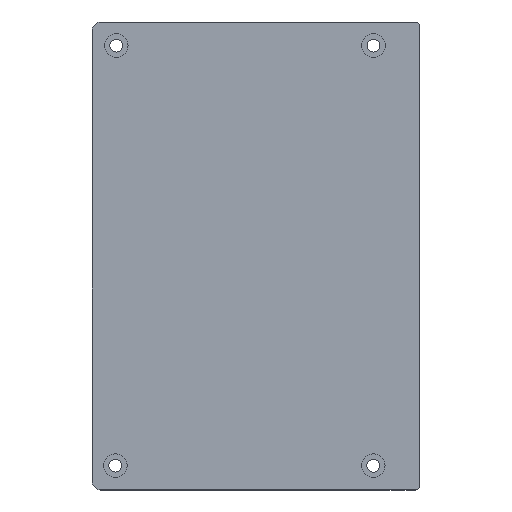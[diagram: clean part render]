
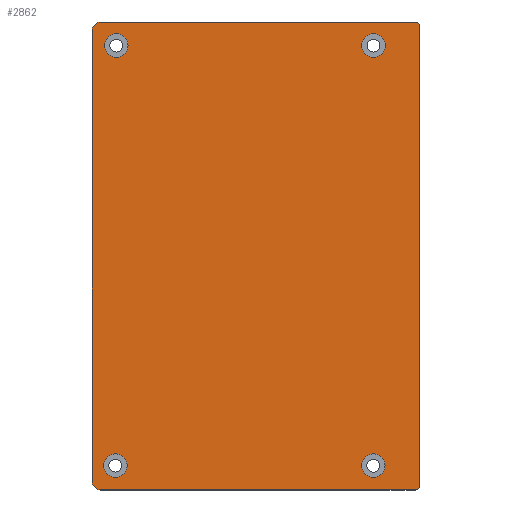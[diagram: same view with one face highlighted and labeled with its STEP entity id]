
A CAD part, top view. The second image highlights one B-rep face of the part: STEP entity #2862.
In plain terms, the highlighted planar face has unit normal (0, 0, 1).
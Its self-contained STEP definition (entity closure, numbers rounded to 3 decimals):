
#20 = EDGE_CURVE ( 'NONE', #2400, #3172, #2321, .T. ) ;
#31 = CARTESIAN_POINT ( 'NONE',  ( -34.05, -47.045, 14. ) ) ;
#50 = FACE_BOUND ( 'NONE', #3386, .T. ) ;
#58 = VERTEX_POINT ( 'NONE', #2119 ) ;
#62 = VERTEX_POINT ( 'NONE', #248 ) ;
#86 = VERTEX_POINT ( 'NONE', #2681 ) ;
#108 = CARTESIAN_POINT ( 'NONE',  ( 29.545, -41.396, 14. ) ) ;
#182 = AXIS2_PLACEMENT_3D ( 'NONE', #108, #876, #2991 ) ;
#236 = DIRECTION ( 'NONE',  ( 1., 0., 0. ) ) ;
#241 = DIRECTION ( 'NONE',  ( 0., 0., 1. ) ) ;
#248 = CARTESIAN_POINT ( 'NONE',  ( -34.05, -47.045, 14. ) ) ;
#323 = DIRECTION ( 'NONE',  ( 1., 0., 0. ) ) ;
#344 = DIRECTION ( 'NONE',  ( 0., 0., 1. ) ) ;
#360 = DIRECTION ( 'NONE',  ( 0., 0., 1. ) ) ;
#393 = CIRCLE ( 'NONE', #3110, 2.75 ) ;
#401 = AXIS2_PLACEMENT_3D ( 'NONE', #651, #344, #1168 ) ;
#414 = CARTESIAN_POINT ( 'NONE',  ( 29.6, 56.604, 14. ) ) ;
#534 = ORIENTED_EDGE ( 'NONE', *, *, #2621, .F. ) ;
#651 = CARTESIAN_POINT ( 'NONE',  ( 29.6, 56.604, 14. ) ) ;
#662 = CIRCLE ( 'NONE', #2555, 2.75 ) ;
#672 = AXIS2_PLACEMENT_3D ( 'NONE', #2132, #2430, #236 ) ;
#692 = CARTESIAN_POINT ( 'NONE',  ( 39.45, 61.105, 14. ) ) ;
#731 = FACE_OUTER_BOUND ( 'NONE', #1544, .T. ) ;
#734 = VERTEX_POINT ( 'NONE', #2221 ) ;
#748 = CARTESIAN_POINT ( 'NONE',  ( 39.45, 62.105, 14. ) ) ;
#792 = LINE ( 'NONE', #2969, #948 ) ;
#876 = DIRECTION ( 'NONE',  ( 0., 0., 1. ) ) ;
#895 = CIRCLE ( 'NONE', #2156, 2.75 ) ;
#913 = ORIENTED_EDGE ( 'NONE', *, *, #2867, .T. ) ;
#948 = VECTOR ( 'NONE', #2131, 1000. ) ;
#961 = VERTEX_POINT ( 'NONE', #1321 ) ;
#967 = EDGE_CURVE ( 'NONE', #3172, #2400, #895, .T. ) ;
#986 = EDGE_CURVE ( 'NONE', #2434, #2310, #2607, .T. ) ;
#988 = VERTEX_POINT ( 'NONE', #748 ) ;
#1022 = DIRECTION ( 'NONE',  ( 0., 0., 1. ) ) ;
#1050 = VERTEX_POINT ( 'NONE', #2182 ) ;
#1053 = ORIENTED_EDGE ( 'NONE', *, *, #1864, .T. ) ;
#1071 = ORIENTED_EDGE ( 'NONE', *, *, #986, .F. ) ;
#1088 = DIRECTION ( 'NONE',  ( -1., 0., 0. ) ) ;
#1089 = ORIENTED_EDGE ( 'NONE', *, *, #1495, .F. ) ;
#1107 = DIRECTION ( 'NONE',  ( 1., 0., 0. ) ) ;
#1112 = EDGE_CURVE ( 'NONE', #86, #58, #3312, .T. ) ;
#1114 = VECTOR ( 'NONE', #2455, 1000. ) ;
#1119 = ORIENTED_EDGE ( 'NONE', *, *, #3022, .F. ) ;
#1125 = VERTEX_POINT ( 'NONE', #1743 ) ;
#1136 = DIRECTION ( 'NONE',  ( 0., 0., 1. ) ) ;
#1137 = FACE_BOUND ( 'NONE', #2830, .T. ) ;
#1168 = DIRECTION ( 'NONE',  ( 1., 0., 0. ) ) ;
#1173 = AXIS2_PLACEMENT_3D ( 'NONE', #1682, #1136, #1936 ) ;
#1192 = DIRECTION ( 'NONE',  ( 1., 0., 0. ) ) ;
#1193 = ORIENTED_EDGE ( 'NONE', *, *, #1643, .T. ) ;
#1200 = CARTESIAN_POINT ( 'NONE',  ( 40.45, -46.045, 14. ) ) ;
#1321 = CARTESIAN_POINT ( 'NONE',  ( 32.295, -41.396, 14. ) ) ;
#1356 = EDGE_CURVE ( 'NONE', #2577, #988, #1849, .T. ) ;
#1361 = PLANE ( 'NONE',  #1731 ) ;
#1372 = DIRECTION ( 'NONE',  ( 0., 1., 0. ) ) ;
#1383 = ORIENTED_EDGE ( 'NONE', *, *, #1891, .T. ) ;
#1443 = VERTEX_POINT ( 'NONE', #1581 ) ;
#1495 = EDGE_CURVE ( 'NONE', #1125, #1922, #662, .T. ) ;
#1502 = ORIENTED_EDGE ( 'NONE', *, *, #3347, .F. ) ;
#1533 = FACE_BOUND ( 'NONE', #3310, .T. ) ;
#1535 = CARTESIAN_POINT ( 'NONE',  ( -33.15, 56.604, 14. ) ) ;
#1541 = CARTESIAN_POINT ( 'NONE',  ( -27.65, 56.604, 14. ) ) ;
#1544 = EDGE_LOOP ( 'NONE', ( #3010, #1193, #2530, #1383, #1925, #913, #1502, #1053 ) ) ;
#1581 = CARTESIAN_POINT ( 'NONE',  ( 39.45, -47.045, 14. ) ) ;
#1606 = AXIS2_PLACEMENT_3D ( 'NONE', #692, #3105, #1754 ) ;
#1615 = CIRCLE ( 'NONE', #672, 2. ) ;
#1643 = EDGE_CURVE ( 'NONE', #1050, #988, #3048, .T. ) ;
#1658 = DIRECTION ( 'NONE',  ( 0., 0., 1. ) ) ;
#1682 = CARTESIAN_POINT ( 'NONE',  ( 39.45, -46.045, 14. ) ) ;
#1731 = AXIS2_PLACEMENT_3D ( 'NONE', #3182, #1022, #2147 ) ;
#1743 = CARTESIAN_POINT ( 'NONE',  ( 32.35, 56.604, 14. ) ) ;
#1754 = DIRECTION ( 'NONE',  ( 1., 0., 0. ) ) ;
#1783 = EDGE_CURVE ( 'NONE', #1050, #2404, #792, .T. ) ;
#1808 = DIRECTION ( 'NONE',  ( 1., 0., 0. ) ) ;
#1842 = LINE ( 'NONE', #31, #2957 ) ;
#1849 = LINE ( 'NONE', #2715, #1114 ) ;
#1864 = EDGE_CURVE ( 'NONE', #1443, #2404, #2616, .T. ) ;
#1885 = CIRCLE ( 'NONE', #401, 2.75 ) ;
#1891 = EDGE_CURVE ( 'NONE', #2577, #58, #2166, .T. ) ;
#1922 = VERTEX_POINT ( 'NONE', #2764 ) ;
#1925 = ORIENTED_EDGE ( 'NONE', *, *, #1112, .F. ) ;
#1936 = DIRECTION ( 'NONE',  ( 1., 0., 0. ) ) ;
#2040 = ORIENTED_EDGE ( 'NONE', *, *, #2268, .F. ) ;
#2080 = EDGE_LOOP ( 'NONE', ( #1071, #2040 ) ) ;
#2081 = DIRECTION ( 'NONE',  ( 0., 0., 1. ) ) ;
#2119 = CARTESIAN_POINT ( 'NONE',  ( -36.05, 60.105, 14. ) ) ;
#2131 = DIRECTION ( 'NONE',  ( 0., -1., 0. ) ) ;
#2132 = CARTESIAN_POINT ( 'NONE',  ( -34.05, -45.045, 14. ) ) ;
#2147 = DIRECTION ( 'NONE',  ( 1., 0., 0. ) ) ;
#2156 = AXIS2_PLACEMENT_3D ( 'NONE', #2374, #241, #1808 ) ;
#2166 = CIRCLE ( 'NONE', #2338, 2. ) ;
#2182 = CARTESIAN_POINT ( 'NONE',  ( 40.45, 61.105, 14. ) ) ;
#2183 = CARTESIAN_POINT ( 'NONE',  ( -33.369, -41.385, 14. ) ) ;
#2215 = CARTESIAN_POINT ( 'NONE',  ( -30.619, -41.385, 14. ) ) ;
#2219 = VECTOR ( 'NONE', #1372, 1000. ) ;
#2221 = CARTESIAN_POINT ( 'NONE',  ( 26.795, -41.396, 14. ) ) ;
#2234 = CIRCLE ( 'NONE', #3338, 2.75 ) ;
#2268 = EDGE_CURVE ( 'NONE', #2310, #2434, #393, .T. ) ;
#2310 = VERTEX_POINT ( 'NONE', #2183 ) ;
#2321 = CIRCLE ( 'NONE', #3421, 2.75 ) ;
#2338 = AXIS2_PLACEMENT_3D ( 'NONE', #2712, #2733, #323 ) ;
#2374 = CARTESIAN_POINT ( 'NONE',  ( -30.4, 56.604, 14. ) ) ;
#2400 = VERTEX_POINT ( 'NONE', #1535 ) ;
#2404 = VERTEX_POINT ( 'NONE', #1200 ) ;
#2410 = CARTESIAN_POINT ( 'NONE',  ( -30.619, -41.385, 14. ) ) ;
#2430 = DIRECTION ( 'NONE',  ( 0., 0., 1. ) ) ;
#2434 = VERTEX_POINT ( 'NONE', #3173 ) ;
#2455 = DIRECTION ( 'NONE',  ( 1., 0., 0. ) ) ;
#2491 = CARTESIAN_POINT ( 'NONE',  ( -34.05, 62.105, 14. ) ) ;
#2509 = ORIENTED_EDGE ( 'NONE', *, *, #3230, .F. ) ;
#2530 = ORIENTED_EDGE ( 'NONE', *, *, #1356, .F. ) ;
#2555 = AXIS2_PLACEMENT_3D ( 'NONE', #414, #360, #1192 ) ;
#2577 = VERTEX_POINT ( 'NONE', #2491 ) ;
#2603 = DIRECTION ( 'NONE',  ( 0., 0., 1. ) ) ;
#2607 = CIRCLE ( 'NONE', #3269, 2.75 ) ;
#2612 = FACE_BOUND ( 'NONE', #2080, .T. ) ;
#2616 = CIRCLE ( 'NONE', #1173, 1. ) ;
#2621 = EDGE_CURVE ( 'NONE', #961, #734, #2676, .T. ) ;
#2676 = CIRCLE ( 'NONE', #182, 2.75 ) ;
#2681 = CARTESIAN_POINT ( 'NONE',  ( -36.05, -45.045, 14. ) ) ;
#2712 = CARTESIAN_POINT ( 'NONE',  ( -34.05, 60.105, 14. ) ) ;
#2715 = CARTESIAN_POINT ( 'NONE',  ( -34.05, 62.105, 14. ) ) ;
#2727 = ORIENTED_EDGE ( 'NONE', *, *, #20, .F. ) ;
#2733 = DIRECTION ( 'NONE',  ( 0., 0., 1. ) ) ;
#2764 = CARTESIAN_POINT ( 'NONE',  ( 26.85, 56.604, 14. ) ) ;
#2830 = EDGE_LOOP ( 'NONE', ( #534, #2509 ) ) ;
#2836 = DIRECTION ( 'NONE',  ( 1., 0., 0. ) ) ;
#2862 = ADVANCED_FACE ( 'NONE', ( #731, #2612, #1137, #50, #1533 ), #1361, .T. ) ;
#2867 = EDGE_CURVE ( 'NONE', #86, #62, #1615, .T. ) ;
#2896 = DIRECTION ( 'NONE',  ( 0., 0., 1. ) ) ;
#2957 = VECTOR ( 'NONE', #1088, 1000. ) ;
#2969 = CARTESIAN_POINT ( 'NONE',  ( 40.45, 62.105, 14. ) ) ;
#2991 = DIRECTION ( 'NONE',  ( 1., 0., 0. ) ) ;
#3010 = ORIENTED_EDGE ( 'NONE', *, *, #1783, .F. ) ;
#3022 = EDGE_CURVE ( 'NONE', #1922, #1125, #1885, .T. ) ;
#3048 = CIRCLE ( 'NONE', #1606, 1. ) ;
#3060 = CARTESIAN_POINT ( 'NONE',  ( -36.05, 60.105, 14. ) ) ;
#3105 = DIRECTION ( 'NONE',  ( 0., 0., 1. ) ) ;
#3110 = AXIS2_PLACEMENT_3D ( 'NONE', #2215, #1658, #1107 ) ;
#3120 = CARTESIAN_POINT ( 'NONE',  ( 29.545, -41.396, 14. ) ) ;
#3161 = DIRECTION ( 'NONE',  ( 1., 0., 0. ) ) ;
#3168 = DIRECTION ( 'NONE',  ( 1., 0., 0. ) ) ;
#3172 = VERTEX_POINT ( 'NONE', #1541 ) ;
#3173 = CARTESIAN_POINT ( 'NONE',  ( -27.869, -41.385, 14. ) ) ;
#3182 = CARTESIAN_POINT ( 'NONE',  ( 33.45, 60.105, 14. ) ) ;
#3230 = EDGE_CURVE ( 'NONE', #734, #961, #2234, .T. ) ;
#3269 = AXIS2_PLACEMENT_3D ( 'NONE', #2410, #2081, #3161 ) ;
#3298 = ORIENTED_EDGE ( 'NONE', *, *, #967, .F. ) ;
#3310 = EDGE_LOOP ( 'NONE', ( #3298, #2727 ) ) ;
#3312 = LINE ( 'NONE', #3060, #2219 ) ;
#3338 = AXIS2_PLACEMENT_3D ( 'NONE', #3120, #2603, #2836 ) ;
#3347 = EDGE_CURVE ( 'NONE', #1443, #62, #1842, .T. ) ;
#3386 = EDGE_LOOP ( 'NONE', ( #1089, #1119 ) ) ;
#3421 = AXIS2_PLACEMENT_3D ( 'NONE', #3434, #2896, #3168 ) ;
#3434 = CARTESIAN_POINT ( 'NONE',  ( -30.4, 56.604, 14. ) ) ;
